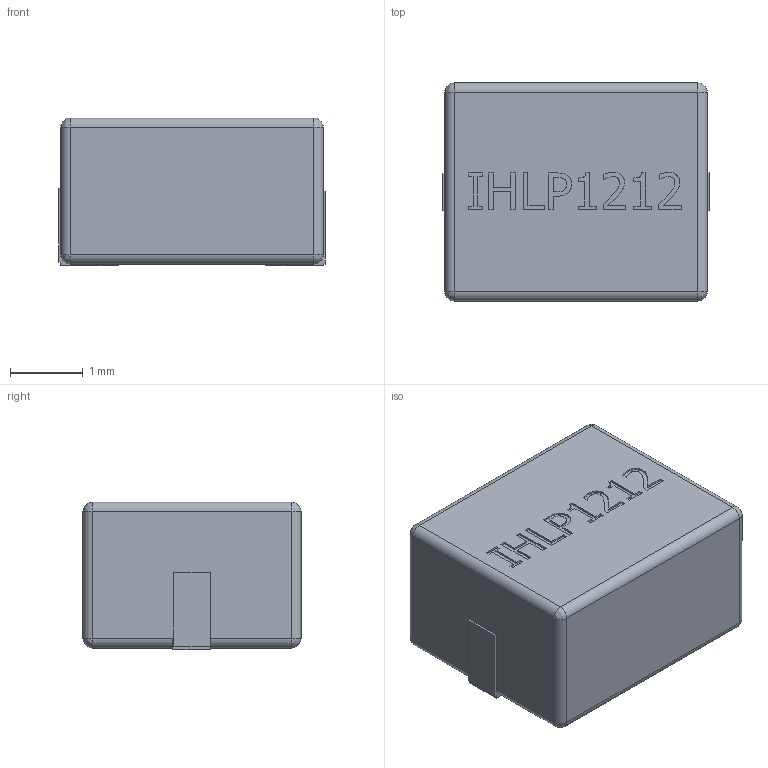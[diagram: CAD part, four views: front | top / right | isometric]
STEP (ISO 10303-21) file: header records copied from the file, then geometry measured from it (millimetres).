
FILE_DESCRIPTION (( 'STEP AP214' ), '1' );
FILE_NAME ('User Library-IHLP1212.STEP', '2016-03-24T11:51:25', ( 'Windows User' ), ( '' ), 'SwSTEP 2.0', 'SolidWorks 2016', '' );
FILE_SCHEMA (( 'AUTOMOTIVE_DESIGN' ));
Length unit declared in the file: inch
Products named in the file (1): User Library-IHLP1212
Bounding box: 3.66 x 3 x 2.03 mm (x, y, z)
Volume: 21.6 mm3; surface area: 47 mm2
Topology: 1 solids, 1 shells, 155 faces, 416 edges, 264 vertices
Faces by surface type: plane 101, bspline 40, cylinder 14
Entity records: 7013 total; most frequent: CARTESIAN_POINT 1364, ORIENTED_EDGE 816, DIRECTION 604, EDGE_CURVE 408, VECTOR 316, LINE 316, VERTEX_POINT 264, EDGE_LOOP 164
